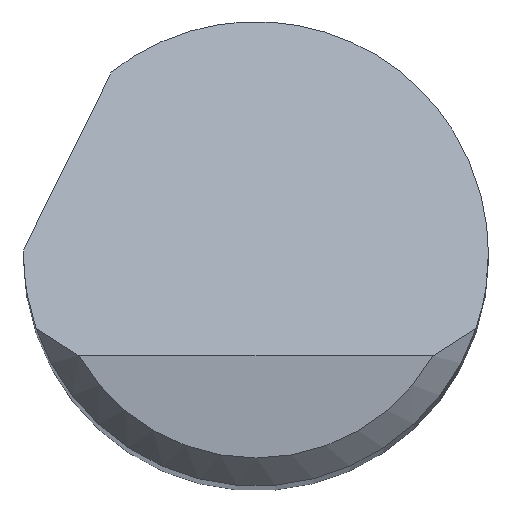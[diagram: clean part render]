
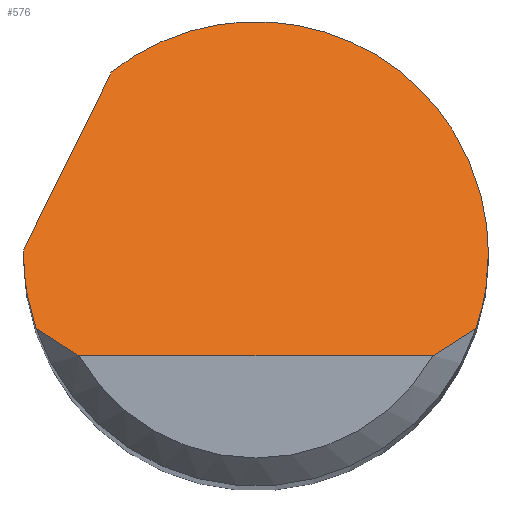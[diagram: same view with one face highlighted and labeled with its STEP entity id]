
A CAD part, top view. The second image highlights one B-rep face of the part: STEP entity #576.
In plain terms, the highlighted planar face has unit normal (0, 0.707, 0.707).
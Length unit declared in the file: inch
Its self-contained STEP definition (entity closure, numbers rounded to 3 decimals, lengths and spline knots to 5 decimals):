
#46 = CARTESIAN_POINT ( 'NONE',  ( -0.11107, -0.04528, 1.99028 ) ) ;
#64 = CARTESIAN_POINT ( 'NONE',  ( 0.125, 0., 1.945 ) ) ;
#82 = CARTESIAN_POINT ( 'NONE',  ( -0.07775, 0.09788, 1.84712 ) ) ;
#83 = VERTEX_POINT ( 'NONE', #470 ) ;
#87 = EDGE_LOOP ( 'NONE', ( #520, #645, #167, #648, #110, #385, #655, #750 ) ) ;
#92 = VECTOR ( 'NONE', #789, 39.37008 ) ;
#110 = ORIENTED_EDGE ( 'NONE', *, *, #426, .F. ) ;
#115 = EDGE_CURVE ( 'NONE', #83, #339, #367, .T. ) ;
#116 = CARTESIAN_POINT ( 'NONE',  ( 0.125, -0.01363, 1.95863 ) ) ;
#120 = CARTESIAN_POINT ( 'NONE',  ( -0.09526, -0.055, 2. ) ) ;
#134 = CARTESIAN_POINT ( 'NONE',  ( 0.125, 0.12043, 1.82457 ) ) ;
#150 = CARTESIAN_POINT ( 'NONE',  ( -0.12498, 0.002, 1.943 ) ) ;
#152 = CARTESIAN_POINT ( 'NONE',  ( -0.12499, 0.00133, 1.94367 ) ) ;
#163 = VERTEX_POINT ( 'NONE', #150 ) ;
#167 = ORIENTED_EDGE ( 'NONE', *, *, #751, .F. ) ;
#228 = CARTESIAN_POINT ( 'NONE',  ( -0.125, 0., 1.945 ) ) ;
#230 =( BOUNDED_CURVE ( )  B_SPLINE_CURVE ( 3, ( #64, #116, #319, #838 ),
 .UNSPECIFIED., .F., .T. ) 
 B_SPLINE_CURVE_WITH_KNOTS ( ( 4, 4 ),
 ( 1.5708, 1.89653 ),
 .UNSPECIFIED. ) 
 CURVE ( )  GEOMETRIC_REPRESENTATION_ITEM ( )  RATIONAL_B_SPLINE_CURVE ( ( 1., 0.991, 0.991, 1. ) ) 
 REPRESENTATION_ITEM ( '' )  );
#233 = PLANE ( 'NONE',  #405 ) ;
#242 = CARTESIAN_POINT ( 'NONE',  ( 0.09526, -0.055, 2. ) ) ;
#248 = CARTESIAN_POINT ( 'NONE',  ( -0.10339, -0.05031, 1.99531 ) ) ;
#254 = CARTESIAN_POINT ( 'NONE',  ( 0.11843, -0.04, 1.985 ) ) ;
#281 = B_SPLINE_CURVE_WITH_KNOTS ( 'NONE', 3,
 ( #697, #46, #248, #120 ),
 .UNSPECIFIED., .F., .F.,
 ( 4, 4 ),
 ( 0., 0.0008 ),
 .UNSPECIFIED. ) ;
#283 = VERTEX_POINT ( 'NONE', #650 ) ;
#308 = CARTESIAN_POINT ( 'NONE',  ( -0.11843, -0.04, 1.985 ) ) ;
#316 = CARTESIAN_POINT ( 'NONE',  ( 0.125, 0., 1.945 ) ) ;
#319 = CARTESIAN_POINT ( 'NONE',  ( 0.12279, -0.02708, 1.97208 ) ) ;
#337 = CARTESIAN_POINT ( 'NONE',  ( -0.15003, -0.04883, 1.99383 ) ) ;
#339 = VERTEX_POINT ( 'NONE', #316 ) ;
#341 = LINE ( 'NONE', #337, #558 ) ;
#345 = CARTESIAN_POINT ( 'NONE',  ( -0.11843, -0.04, 1.985 ) ) ;
#355 = EDGE_CURVE ( 'NONE', #830, #283, #684, .T. ) ;
#359 = CARTESIAN_POINT ( 'NONE',  ( -0.125, 0., 1.945 ) ) ;
#366 = CARTESIAN_POINT ( 'NONE',  ( -0.12498, 0.002, 1.943 ) ) ;
#367 =( BOUNDED_CURVE ( )  B_SPLINE_CURVE ( 3, ( #82, #607, #134, #659 ),
 .UNSPECIFIED., .F., .T. ) 
 B_SPLINE_CURVE_WITH_KNOTS ( ( 4, 4 ),
 ( 5.61191, 7.85398 ),
 .UNSPECIFIED. ) 
 CURVE ( )  GEOMETRIC_REPRESENTATION_ITEM ( )  RATIONAL_B_SPLINE_CURVE ( ( 1., 0.623, 0.623, 1. ) ) 
 REPRESENTATION_ITEM ( '' )  );
#385 = ORIENTED_EDGE ( 'NONE', *, *, #512, .F. ) ;
#405 = AXIS2_PLACEMENT_3D ( 'NONE', #559, #616, #819 ) ;
#418 = CARTESIAN_POINT ( 'NONE',  ( -0.125, 0.00067, 1.94433 ) ) ;
#426 = EDGE_CURVE ( 'NONE', #163, #83, #341, .T. ) ;
#462 =( BOUNDED_CURVE ( )  B_SPLINE_CURVE ( 3, ( #308, #509, #706, #505 ),
 .UNSPECIFIED., .F., .T. ) 
 B_SPLINE_CURVE_WITH_KNOTS ( ( 4, 4 ),
 ( 4.38666, 4.71239 ),
 .UNSPECIFIED. ) 
 CURVE ( )  GEOMETRIC_REPRESENTATION_ITEM ( )  RATIONAL_B_SPLINE_CURVE ( ( 1., 0.991, 0.991, 1. ) ) 
 REPRESENTATION_ITEM ( '' )  );
#463 = CARTESIAN_POINT ( 'NONE',  ( 0.09526, -0.055, 2. ) ) ;
#470 = CARTESIAN_POINT ( 'NONE',  ( -0.07775, 0.09788, 1.84712 ) ) ;
#505 = CARTESIAN_POINT ( 'NONE',  ( -0.125, 0., 1.945 ) ) ;
#508 = VERTEX_POINT ( 'NONE', #345 ) ;
#509 = CARTESIAN_POINT ( 'NONE',  ( -0.12279, -0.02708, 1.97208 ) ) ;
#512 = EDGE_CURVE ( 'NONE', #608, #163, #720, .T. ) ;
#520 = ORIENTED_EDGE ( 'NONE', *, *, #815, .T. ) ;
#530 = LINE ( 'NONE', #654, #92 ) ;
#558 = VECTOR ( 'NONE', #669, 39.37008 ) ;
#559 = CARTESIAN_POINT ( 'NONE',  ( -0.125, -0.055, 2. ) ) ;
#571 = CARTESIAN_POINT ( 'NONE',  ( 0.11107, -0.04528, 1.99028 ) ) ;
#576 = ADVANCED_FACE ( 'NONE', ( #619 ), #233, .F. ) ;
#607 = CARTESIAN_POINT ( 'NONE',  ( 0.01655, 0.17278, 1.77222 ) ) ;
#608 = VERTEX_POINT ( 'NONE', #359 ) ;
#616 = DIRECTION ( 'NONE',  ( 0., -0.707, -0.707 ) ) ;
#619 = FACE_OUTER_BOUND ( 'NONE', #87, .T. ) ;
#634 = CARTESIAN_POINT ( 'NONE',  ( 0.10339, -0.05031, 1.99531 ) ) ;
#645 = ORIENTED_EDGE ( 'NONE', *, *, #355, .T. ) ;
#648 = ORIENTED_EDGE ( 'NONE', *, *, #115, .F. ) ;
#650 = CARTESIAN_POINT ( 'NONE',  ( 0.11843, -0.04, 1.985 ) ) ;
#654 = CARTESIAN_POINT ( 'NONE',  ( 0., -0.055, 2. ) ) ;
#655 = ORIENTED_EDGE ( 'NONE', *, *, #677, .F. ) ;
#659 = CARTESIAN_POINT ( 'NONE',  ( 0.125, 0., 1.945 ) ) ;
#668 = CARTESIAN_POINT ( 'NONE',  ( -0.09526, -0.055, 2. ) ) ;
#669 = DIRECTION ( 'NONE',  ( 0.329, 0.668, -0.668 ) ) ;
#670 = EDGE_CURVE ( 'NONE', #508, #821, #281, .T. ) ;
#677 = EDGE_CURVE ( 'NONE', #508, #608, #462, .T. ) ;
#684 = B_SPLINE_CURVE_WITH_KNOTS ( 'NONE', 3,
 ( #242, #634, #571, #254 ),
 .UNSPECIFIED., .F., .F.,
 ( 4, 4 ),
 ( 0., 0.0008 ),
 .UNSPECIFIED. ) ;
#697 = CARTESIAN_POINT ( 'NONE',  ( -0.11843, -0.04, 1.985 ) ) ;
#706 = CARTESIAN_POINT ( 'NONE',  ( -0.125, -0.01363, 1.95863 ) ) ;
#720 =( BOUNDED_CURVE ( )  B_SPLINE_CURVE ( 3, ( #228, #418, #152, #366 ),
 .UNSPECIFIED., .F., .T. ) 
 B_SPLINE_CURVE_WITH_KNOTS ( ( 4, 4 ),
 ( 4.71239, 4.72839 ),
 .UNSPECIFIED. ) 
 CURVE ( )  GEOMETRIC_REPRESENTATION_ITEM ( )  RATIONAL_B_SPLINE_CURVE ( ( 1., 1., 1., 1. ) ) 
 REPRESENTATION_ITEM ( '' )  );
#750 = ORIENTED_EDGE ( 'NONE', *, *, #670, .T. ) ;
#751 = EDGE_CURVE ( 'NONE', #339, #283, #230, .T. ) ;
#789 = DIRECTION ( 'NONE',  ( 1., 0., 0. ) ) ;
#815 = EDGE_CURVE ( 'NONE', #821, #830, #530, .T. ) ;
#819 = DIRECTION ( 'NONE',  ( 0., 0.707, -0.707 ) ) ;
#821 = VERTEX_POINT ( 'NONE', #668 ) ;
#830 = VERTEX_POINT ( 'NONE', #463 ) ;
#838 = CARTESIAN_POINT ( 'NONE',  ( 0.11843, -0.04, 1.985 ) ) ;
